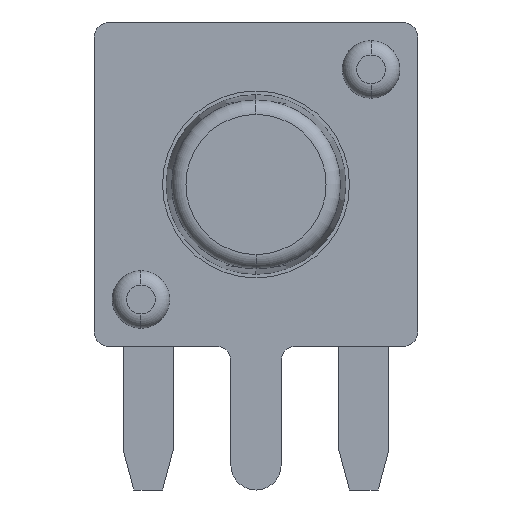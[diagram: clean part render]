
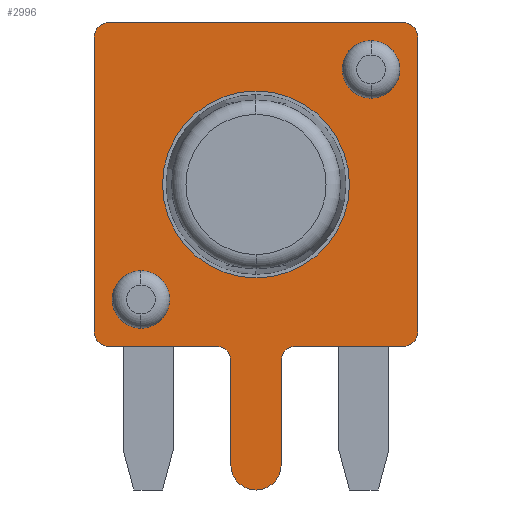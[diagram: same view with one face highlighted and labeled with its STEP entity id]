
A CAD part, front view. The second image highlights one B-rep face of the part: STEP entity #2996.
In plain terms, the highlighted planar face has unit normal (0, -1, 0).
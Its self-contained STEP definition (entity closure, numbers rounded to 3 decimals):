
#178 = CARTESIAN_POINT ( 'NONE',  ( -0.55, -0.125, 0. ) ) ;
#280 = CARTESIAN_POINT ( 'NONE',  ( -2.25, -0.125, 0. ) ) ;
#285 = EDGE_LOOP ( 'NONE', ( #13200, #3524 ) ) ;
#342 = VERTEX_POINT ( 'NONE', #178 ) ;
#671 = DIRECTION ( 'NONE',  ( 0., -1., 0. ) ) ;
#813 = AXIS2_PLACEMENT_3D ( 'NONE', #12024, #5103, #12238 ) ;
#937 = AXIS2_PLACEMENT_3D ( 'NONE', #8005, #1137, #15070 ) ;
#945 = AXIS2_PLACEMENT_3D ( 'NONE', #8090, #2247, #11639 ) ;
#975 = CARTESIAN_POINT ( 'NONE',  ( 2.05, -0.125, 4.5 ) ) ;
#1105 = ORIENTED_EDGE ( 'NONE', *, *, #4563, .T. ) ;
#1110 = DIRECTION ( 'NONE',  ( 0., 0., 1. ) ) ;
#1119 = VECTOR ( 'NONE', #12036, 1000. ) ;
#1137 = DIRECTION ( 'NONE',  ( 0., 1., 0. ) ) ;
#1230 = CIRCLE ( 'NONE', #5693, 0.2 ) ;
#1293 = CIRCLE ( 'NONE', #813, 0.35 ) ;
#1308 = EDGE_CURVE ( 'NONE', #13318, #3864, #4856, .T. ) ;
#1484 = VERTEX_POINT ( 'NONE', #1609 ) ;
#1609 = CARTESIAN_POINT ( 'NONE',  ( -2.05, -0.125, 4.5 ) ) ;
#1626 = CARTESIAN_POINT ( 'NONE',  ( 2.05, -0.125, 4.3 ) ) ;
#1762 = CARTESIAN_POINT ( 'NONE',  ( 2.05, -0.125, 0.2 ) ) ;
#1943 = DIRECTION ( 'NONE',  ( 0., 0., 1. ) ) ;
#2017 = EDGE_CURVE ( 'NONE', #1484, #6372, #1230, .T. ) ;
#2147 = DIRECTION ( 'NONE',  ( 0., 0., -1. ) ) ;
#2196 = ORIENTED_EDGE ( 'NONE', *, *, #13168, .T. ) ;
#2244 = VECTOR ( 'NONE', #7751, 1000. ) ;
#2247 = DIRECTION ( 'NONE',  ( 0., 1., 0. ) ) ;
#2259 = CIRCLE ( 'NONE', #14044, 0.35 ) ;
#2589 = VERTEX_POINT ( 'NONE', #7393 ) ;
#2855 = CARTESIAN_POINT ( 'NONE',  ( 0.35, -0.125, -0.2 ) ) ;
#2903 = DIRECTION ( 'NONE',  ( 0., 1., 0. ) ) ;
#2906 = CARTESIAN_POINT ( 'NONE',  ( -2.05, -0.125, 0. ) ) ;
#2947 = CARTESIAN_POINT ( 'NONE',  ( 2.25, -0.125, 0.2 ) ) ;
#2994 = DIRECTION ( 'NONE',  ( 1., 0., 0. ) ) ;
#2996 = ADVANCED_FACE ( 'NONE', ( #11194, #13266 ), #8667, .F. ) ;
#3117 = DIRECTION ( 'NONE',  ( 0., -1., 0. ) ) ;
#3159 = CIRCLE ( 'NONE', #11990, 0.2 ) ;
#3521 = CARTESIAN_POINT ( 'NONE',  ( -2.25, -0.125, 4.3 ) ) ;
#3524 = ORIENTED_EDGE ( 'NONE', *, *, #11336, .T. ) ;
#3710 = DIRECTION ( 'NONE',  ( 0., 0., 1. ) ) ;
#3787 = CARTESIAN_POINT ( 'NONE',  ( 0.55, -0.125, -0.2 ) ) ;
#3828 = ORIENTED_EDGE ( 'NONE', *, *, #13742, .T. ) ;
#3864 = VERTEX_POINT ( 'NONE', #975 ) ;
#4038 = CARTESIAN_POINT ( 'NONE',  ( 0.35, -0.125, 0. ) ) ;
#4086 = DIRECTION ( 'NONE',  ( 0., 0., 1. ) ) ;
#4088 = ORIENTED_EDGE ( 'NONE', *, *, #12904, .T. ) ;
#4117 = EDGE_CURVE ( 'NONE', #7309, #2589, #8912, .T. ) ;
#4227 = CIRCLE ( 'NONE', #5455, 1.3 ) ;
#4311 = EDGE_CURVE ( 'NONE', #8836, #7439, #3159, .T. ) ;
#4389 = ORIENTED_EDGE ( 'NONE', *, *, #6062, .F. ) ;
#4510 = ORIENTED_EDGE ( 'NONE', *, *, #5918, .F. ) ;
#4563 = EDGE_CURVE ( 'NONE', #10224, #11016, #11221, .T. ) ;
#4856 = CIRCLE ( 'NONE', #10717, 0.2 ) ;
#5103 = DIRECTION ( 'NONE',  ( 0., 1., 0. ) ) ;
#5127 = CIRCLE ( 'NONE', #12466, 0.2 ) ;
#5455 = AXIS2_PLACEMENT_3D ( 'NONE', #14657, #2903, #12340 ) ;
#5467 = DIRECTION ( 'NONE',  ( 0., 0., 1. ) ) ;
#5497 = DIRECTION ( 'NONE',  ( 0., 0., 1. ) ) ;
#5693 = AXIS2_PLACEMENT_3D ( 'NONE', #5767, #9438, #1110 ) ;
#5767 = CARTESIAN_POINT ( 'NONE',  ( -2.05, -0.125, 4.3 ) ) ;
#5918 = EDGE_CURVE ( 'NONE', #7264, #10916, #2259, .T. ) ;
#6041 = ORIENTED_EDGE ( 'NONE', *, *, #2017, .T. ) ;
#6062 = EDGE_CURVE ( 'NONE', #13318, #10909, #10721, .T. ) ;
#6120 = LINE ( 'NONE', #12178, #6902 ) ;
#6235 = CARTESIAN_POINT ( 'NONE',  ( -0.35, -0.125, 0. ) ) ;
#6304 = LINE ( 'NONE', #6540, #2244 ) ;
#6338 = DIRECTION ( 'NONE',  ( 0., -1., 0. ) ) ;
#6372 = VERTEX_POINT ( 'NONE', #3521 ) ;
#6463 = ORIENTED_EDGE ( 'NONE', *, *, #6551, .F. ) ;
#6530 = ORIENTED_EDGE ( 'NONE', *, *, #8796, .F. ) ;
#6540 = CARTESIAN_POINT ( 'NONE',  ( -2.25, -0.125, 4.5 ) ) ;
#6551 = EDGE_CURVE ( 'NONE', #14817, #7264, #14570, .T. ) ;
#6673 = CIRCLE ( 'NONE', #11072, 0.2 ) ;
#6831 = CARTESIAN_POINT ( 'NONE',  ( -2.25, -0.125, 0. ) ) ;
#6902 = VECTOR ( 'NONE', #9644, 1000. ) ;
#6926 = VECTOR ( 'NONE', #11051, 1000. ) ;
#6975 = ORIENTED_EDGE ( 'NONE', *, *, #4117, .T. ) ;
#6991 = AXIS2_PLACEMENT_3D ( 'NONE', #14655, #8819, #13634 ) ;
#7262 = DIRECTION ( 'NONE',  ( 0., 1., 0. ) ) ;
#7264 = VERTEX_POINT ( 'NONE', #10594 ) ;
#7309 = VERTEX_POINT ( 'NONE', #14745 ) ;
#7393 = CARTESIAN_POINT ( 'NONE',  ( 2.05, -0.125, 0. ) ) ;
#7439 = VERTEX_POINT ( 'NONE', #2906 ) ;
#7751 = DIRECTION ( 'NONE',  ( 1., 0., 0. ) ) ;
#8005 = CARTESIAN_POINT ( 'NONE',  ( -0.55, -0.125, -0.2 ) ) ;
#8090 = CARTESIAN_POINT ( 'NONE',  ( 0., -0.125, 2.25 ) ) ;
#8667 = PLANE ( 'NONE',  #6991 ) ;
#8796 = EDGE_CURVE ( 'NONE', #10916, #11016, #1293, .T. ) ;
#8819 = DIRECTION ( 'NONE',  ( 0., 1., 0. ) ) ;
#8836 = VERTEX_POINT ( 'NONE', #14630 ) ;
#8912 = LINE ( 'NONE', #6831, #14900 ) ;
#9116 = CARTESIAN_POINT ( 'NONE',  ( 2.25, -0.125, 4.3 ) ) ;
#9153 = VECTOR ( 'NONE', #14273, 1000. ) ;
#9161 = CARTESIAN_POINT ( 'NONE',  ( -0.35, -0.125, -0.2 ) ) ;
#9228 = CARTESIAN_POINT ( 'NONE',  ( 0., -0.125, -2. ) ) ;
#9438 = DIRECTION ( 'NONE',  ( 0., -1., 0. ) ) ;
#9578 = CARTESIAN_POINT ( 'NONE',  ( 2.25, -0.125, 4.5 ) ) ;
#9644 = DIRECTION ( 'NONE',  ( 0., 0., -1. ) ) ;
#9702 = EDGE_LOOP ( 'NONE', ( #6975, #14222, #4389, #13190, #11690, #6041, #2196, #9859, #4088, #11426, #1105, #6530, #4510, #6463, #3828 ) ) ;
#9859 = ORIENTED_EDGE ( 'NONE', *, *, #4311, .T. ) ;
#10007 = CARTESIAN_POINT ( 'NONE',  ( 0., -0.125, -1.65 ) ) ;
#10056 = CIRCLE ( 'NONE', #937, 0.2 ) ;
#10224 = VERTEX_POINT ( 'NONE', #9161 ) ;
#10594 = CARTESIAN_POINT ( 'NONE',  ( 0.35, -0.125, -1.65 ) ) ;
#10687 = CARTESIAN_POINT ( 'NONE',  ( 0., -0.125, 3.55 ) ) ;
#10717 = AXIS2_PLACEMENT_3D ( 'NONE', #1626, #6338, #5497 ) ;
#10721 = LINE ( 'NONE', #9578, #9153 ) ;
#10829 = CARTESIAN_POINT ( 'NONE',  ( -0.35, -0.125, -1.65 ) ) ;
#10909 = VERTEX_POINT ( 'NONE', #2947 ) ;
#10916 = VERTEX_POINT ( 'NONE', #9228 ) ;
#11005 = VECTOR ( 'NONE', #2147, 1000. ) ;
#11016 = VERTEX_POINT ( 'NONE', #10829 ) ;
#11051 = DIRECTION ( 'NONE',  ( 1., 0., 0. ) ) ;
#11072 = AXIS2_PLACEMENT_3D ( 'NONE', #1762, #671, #5467 ) ;
#11116 = EDGE_CURVE ( 'NONE', #2589, #10909, #6673, .T. ) ;
#11135 = EDGE_CURVE ( 'NONE', #1484, #3864, #6304, .T. ) ;
#11155 = DIRECTION ( 'NONE',  ( 0., 1., 0. ) ) ;
#11194 = FACE_OUTER_BOUND ( 'NONE', #9702, .T. ) ;
#11221 = LINE ( 'NONE', #6235, #11005 ) ;
#11336 = EDGE_CURVE ( 'NONE', #13996, #11356, #4227, .T. ) ;
#11356 = VERTEX_POINT ( 'NONE', #14741 ) ;
#11426 = ORIENTED_EDGE ( 'NONE', *, *, #13653, .T. ) ;
#11639 = DIRECTION ( 'NONE',  ( 0., 0., 1. ) ) ;
#11690 = ORIENTED_EDGE ( 'NONE', *, *, #11135, .F. ) ;
#11990 = AXIS2_PLACEMENT_3D ( 'NONE', #13622, #3117, #1943 ) ;
#12024 = CARTESIAN_POINT ( 'NONE',  ( 0., -0.125, -1.65 ) ) ;
#12036 = DIRECTION ( 'NONE',  ( 0., 0., -1. ) ) ;
#12126 = LINE ( 'NONE', #280, #6926 ) ;
#12178 = CARTESIAN_POINT ( 'NONE',  ( -2.25, -0.125, 4.5 ) ) ;
#12238 = DIRECTION ( 'NONE',  ( 0., 0., 1. ) ) ;
#12340 = DIRECTION ( 'NONE',  ( 0., 0., 1. ) ) ;
#12466 = AXIS2_PLACEMENT_3D ( 'NONE', #3787, #7262, #3710 ) ;
#12904 = EDGE_CURVE ( 'NONE', #7439, #342, #12126, .T. ) ;
#13168 = EDGE_CURVE ( 'NONE', #6372, #8836, #6120, .T. ) ;
#13190 = ORIENTED_EDGE ( 'NONE', *, *, #1308, .T. ) ;
#13200 = ORIENTED_EDGE ( 'NONE', *, *, #14533, .T. ) ;
#13266 = FACE_BOUND ( 'NONE', #285, .T. ) ;
#13318 = VERTEX_POINT ( 'NONE', #9116 ) ;
#13622 = CARTESIAN_POINT ( 'NONE',  ( -2.05, -0.125, 0.2 ) ) ;
#13634 = DIRECTION ( 'NONE',  ( 0., 0., 1. ) ) ;
#13653 = EDGE_CURVE ( 'NONE', #342, #10224, #10056, .T. ) ;
#13742 = EDGE_CURVE ( 'NONE', #14817, #7309, #5127, .T. ) ;
#13996 = VERTEX_POINT ( 'NONE', #10687 ) ;
#14044 = AXIS2_PLACEMENT_3D ( 'NONE', #10007, #11155, #4086 ) ;
#14208 = CIRCLE ( 'NONE', #945, 1.3 ) ;
#14222 = ORIENTED_EDGE ( 'NONE', *, *, #11116, .T. ) ;
#14273 = DIRECTION ( 'NONE',  ( 0., 0., -1. ) ) ;
#14533 = EDGE_CURVE ( 'NONE', #11356, #13996, #14208, .T. ) ;
#14570 = LINE ( 'NONE', #4038, #1119 ) ;
#14630 = CARTESIAN_POINT ( 'NONE',  ( -2.25, -0.125, 0.2 ) ) ;
#14655 = CARTESIAN_POINT ( 'NONE',  ( 0., -0.125, 0. ) ) ;
#14657 = CARTESIAN_POINT ( 'NONE',  ( 0., -0.125, 2.25 ) ) ;
#14741 = CARTESIAN_POINT ( 'NONE',  ( 0., -0.125, 0.95 ) ) ;
#14745 = CARTESIAN_POINT ( 'NONE',  ( 0.55, -0.125, 0. ) ) ;
#14817 = VERTEX_POINT ( 'NONE', #2855 ) ;
#14900 = VECTOR ( 'NONE', #2994, 1000. ) ;
#15070 = DIRECTION ( 'NONE',  ( 0., 0., 1. ) ) ;
